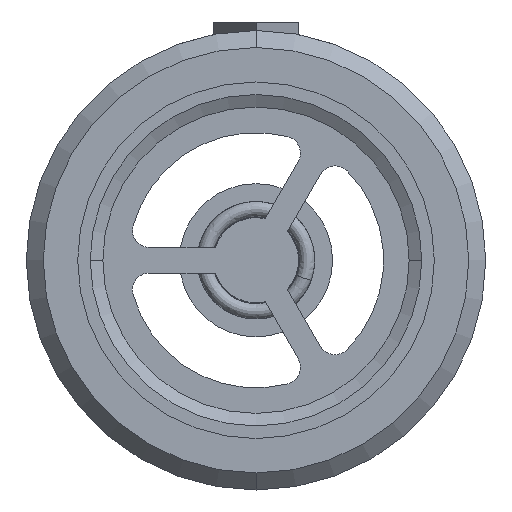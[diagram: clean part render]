
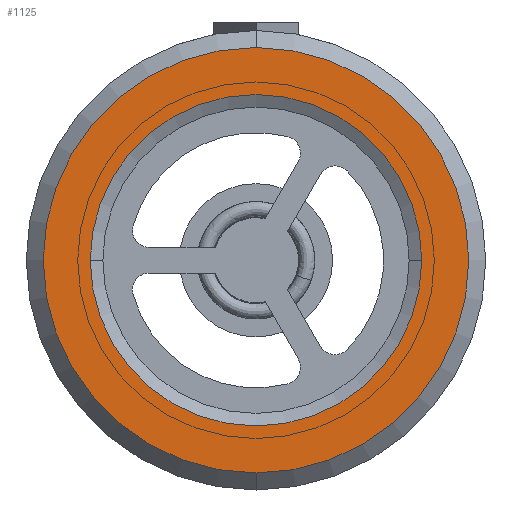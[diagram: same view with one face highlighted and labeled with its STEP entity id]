
A CAD part, left-side view. The second image highlights one B-rep face of the part: STEP entity #1125.
In plain terms, the highlighted planar face has unit normal (-1, 0, 0).
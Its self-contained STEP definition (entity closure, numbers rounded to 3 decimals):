
#4=CARTESIAN_POINT('',(0.,0.,0.));
#5=DIRECTION('',(-1.,0.,0.));
#6=DIRECTION('',(0.,0.,-1.));
#7=AXIS2_PLACEMENT_3D('',#4,#5,#6);
#13=CARTESIAN_POINT('',(0.,0.,0.));
#14=DIRECTION('',(1.,0.,0.));
#15=DIRECTION('',(0.,0.,-1.));
#16=AXIS2_PLACEMENT_3D('',#13,#14,#15);
#21=CARTESIAN_POINT('',(0.,0.,0.));
#22=DIRECTION('',(-1.,0.,0.));
#23=DIRECTION('',(0.,1.,0.));
#24=AXIS2_PLACEMENT_3D('',#21,#22,#23);
#29=CARTESIAN_POINT('',(0.,0.,0.));
#30=DIRECTION('',(-1.,0.,0.));
#31=DIRECTION('',(0.,-1.,0.));
#32=AXIS2_PLACEMENT_3D('',#29,#30,#31);
#962=CARTESIAN_POINT('',(0.,0.,-25.));
#963=VERTEX_POINT('',#962);
#974=CARTESIAN_POINT('',(0.,0.,25.));
#975=VERTEX_POINT('',#974);
#980=CARTESIAN_POINT('',(0.,19.476,0.));
#981=CARTESIAN_POINT('',(0.,-19.476,0.));
#982=VERTEX_POINT('',#980);
#983=VERTEX_POINT('',#981);
#1108=CARTESIAN_POINT('',(0.,0.,0.));
#1109=DIRECTION('',(-1.,0.,0.));
#1110=DIRECTION('',(0.,0.,-1.));
#1111=AXIS2_PLACEMENT_3D('',#1108,#1109,#1110);
#1112=PLANE('',#1111);
#1114=ORIENTED_EDGE('',*,*,#1113,.F.);
#1116=ORIENTED_EDGE('',*,*,#1115,.T.);
#1117=EDGE_LOOP('',(#1114,#1116));
#1118=FACE_OUTER_BOUND('',#1117,.F.);
#1120=ORIENTED_EDGE('',*,*,#1119,.T.);
#1122=ORIENTED_EDGE('',*,*,#1121,.T.);
#1123=EDGE_LOOP('',(#1120,#1122));
#1124=FACE_BOUND('',#1123,.F.);
#1125=ADVANCED_FACE('',(#1118,#1124),#1112,.T.);
#8=CIRCLE('',#7,25.);
#17=CIRCLE('',#16,25.);
#25=CIRCLE('',#24,19.476);
#33=CIRCLE('',#32,19.476);
#1113=EDGE_CURVE('',#963,#975,#8,.T.);
#1115=EDGE_CURVE('',#963,#975,#17,.T.);
#1119=EDGE_CURVE('',#982,#983,#25,.T.);
#1121=EDGE_CURVE('',#983,#982,#33,.T.);
